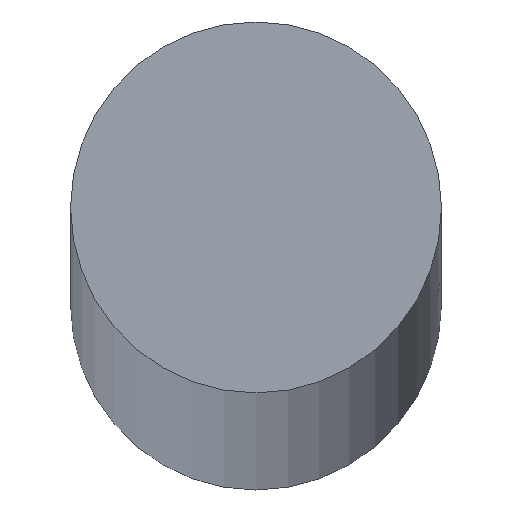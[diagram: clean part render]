
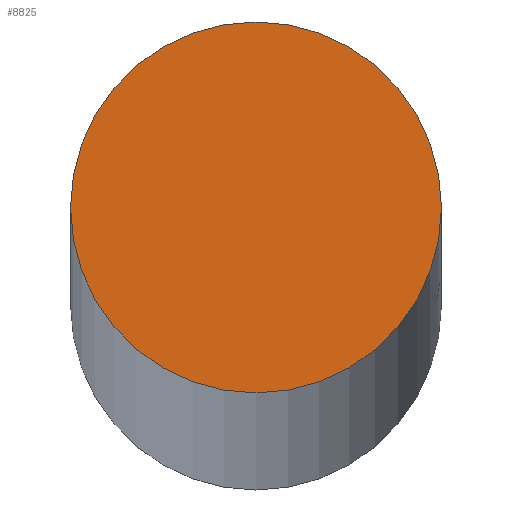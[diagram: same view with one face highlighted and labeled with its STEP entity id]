
A CAD part, top view. The second image highlights one B-rep face of the part: STEP entity #8825.
In plain terms, the highlighted planar face has unit normal (0, 0, 1).
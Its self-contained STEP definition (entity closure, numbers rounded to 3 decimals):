
#536 = AXIS2_PLACEMENT_3D ( 'NONE', #1419, #4900, #4950 ) ;
#1373 = PLANE ( 'NONE',  #4019 ) ;
#1419 = CARTESIAN_POINT ( 'NONE',  ( 0., 0., 1500. ) ) ;
#3431 = CARTESIAN_POINT ( 'NONE',  ( 0., 0., 1500. ) ) ;
#3529 = DIRECTION ( 'NONE',  ( 0., 0., 1. ) ) ;
#3785 = CIRCLE ( 'NONE', #536, 10. ) ;
#4019 = AXIS2_PLACEMENT_3D ( 'NONE', #3431, #3529, #12641 ) ;
#4900 = DIRECTION ( 'NONE',  ( 0., 0., 1. ) ) ;
#4950 = DIRECTION ( 'NONE',  ( 1., 0., 0. ) ) ;
#7050 = EDGE_LOOP ( 'NONE', ( #7942 ) ) ;
#7175 = EDGE_CURVE ( 'NONE', #13758, #13758, #3785, .T. ) ;
#7942 = ORIENTED_EDGE ( 'NONE', *, *, #7175, .T. ) ;
#8825 = ADVANCED_FACE ( 'NONE', ( #12719 ), #1373, .T. ) ;
#11481 = CARTESIAN_POINT ( 'NONE',  ( 10., 0., 1500. ) ) ;
#12641 = DIRECTION ( 'NONE',  ( 1., 0., 0. ) ) ;
#12719 = FACE_OUTER_BOUND ( 'NONE', #7050, .T. ) ;
#13758 = VERTEX_POINT ( 'NONE', #11481 ) ;
